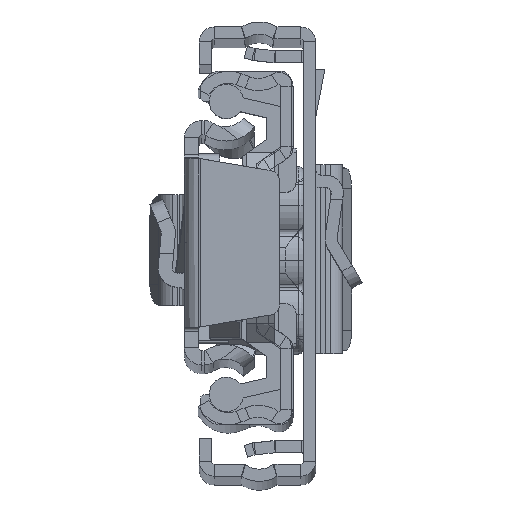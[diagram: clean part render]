
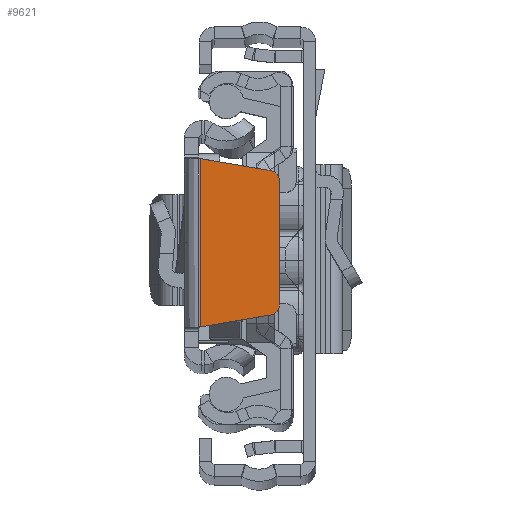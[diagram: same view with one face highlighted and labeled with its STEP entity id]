
A CAD part, top view. The second image highlights one B-rep face of the part: STEP entity #9621.
In plain terms, the highlighted planar face has unit normal (0, 0, 1).
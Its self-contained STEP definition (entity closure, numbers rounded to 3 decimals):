
#479 = AXIS2_PLACEMENT_3D ( 'NONE', #6558, #13257, #19980 ) ;
#1356 = CARTESIAN_POINT ( 'NONE',  ( 1.6, -8.333, 0. ) ) ;
#1721 = DIRECTION ( 'NONE',  ( -0.986, 0.168, 0. ) ) ;
#2901 = EDGE_CURVE ( 'NONE', #15951, #18111, #10191, .T. ) ;
#3559 = VERTEX_POINT ( 'NONE', #17132 ) ;
#4440 = LINE ( 'NONE', #7860, #11181 ) ;
#4774 = EDGE_LOOP ( 'NONE', ( #17858, #12698, #6885, #21521, #16841, #5720 ) ) ;
#4985 = DIRECTION ( 'NONE',  ( 0., 1., 0. ) ) ;
#5467 = VERTEX_POINT ( 'NONE', #1356 ) ;
#5720 = ORIENTED_EDGE ( 'NONE', *, *, #17130, .T. ) ;
#6016 = DIRECTION ( 'NONE',  ( 0., 0., 1. ) ) ;
#6022 = CIRCLE ( 'NONE', #14781, 1. ) ;
#6519 = DIRECTION ( 'NONE',  ( 0., 0., 1. ) ) ;
#6558 = CARTESIAN_POINT ( 'NONE',  ( 8.4, 6.156, 0. ) ) ;
#6885 = ORIENTED_EDGE ( 'NONE', *, *, #21672, .T. ) ;
#7860 = CARTESIAN_POINT ( 'NONE',  ( 8.568, -7.142, 0. ) ) ;
#8783 = AXIS2_PLACEMENT_3D ( 'NONE', #20260, #6519, #16940 ) ;
#9621 = ADVANCED_FACE ( 'NONE', ( #21636 ), #11841, .F. ) ;
#10191 = CIRCLE ( 'NONE', #8783, 1. ) ;
#10857 = DIRECTION ( 'NONE',  ( 0., -1., 0. ) ) ;
#10972 = LINE ( 'NONE', #20973, #15168 ) ;
#11181 = VECTOR ( 'NONE', #18199, 1000. ) ;
#11191 = VECTOR ( 'NONE', #4985, 1000. ) ;
#11270 = CARTESIAN_POINT ( 'NONE',  ( 9.4, 6.156, 0. ) ) ;
#11841 = PLANE ( 'NONE',  #479 ) ;
#11929 = VECTOR ( 'NONE', #1721, 1000. ) ;
#12465 = CARTESIAN_POINT ( 'NONE',  ( 9.4, -6.156, 0. ) ) ;
#12698 = ORIENTED_EDGE ( 'NONE', *, *, #16002, .T. ) ;
#13257 = DIRECTION ( 'NONE',  ( 0., 0., -1. ) ) ;
#13441 = CARTESIAN_POINT ( 'NONE',  ( 9.4, 6.156, 0. ) ) ;
#14232 = EDGE_CURVE ( 'NONE', #18607, #5467, #10972, .T. ) ;
#14338 = CARTESIAN_POINT ( 'NONE',  ( 8.4, -6.156, 0. ) ) ;
#14781 = AXIS2_PLACEMENT_3D ( 'NONE', #14338, #6016, #19424 ) ;
#14836 = CARTESIAN_POINT ( 'NONE',  ( 8.568, 7.142, 0. ) ) ;
#15168 = VECTOR ( 'NONE', #10857, 1000. ) ;
#15951 = VERTEX_POINT ( 'NONE', #11270 ) ;
#16002 = EDGE_CURVE ( 'NONE', #5467, #3559, #4440, .T. ) ;
#16119 = VERTEX_POINT ( 'NONE', #12465 ) ;
#16357 = EDGE_CURVE ( 'NONE', #16119, #15951, #18413, .T. ) ;
#16763 = CARTESIAN_POINT ( 'NONE',  ( 1.5, 8.35, 0. ) ) ;
#16841 = ORIENTED_EDGE ( 'NONE', *, *, #2901, .T. ) ;
#16940 = DIRECTION ( 'NONE',  ( 1., 0., 0. ) ) ;
#17130 = EDGE_CURVE ( 'NONE', #18111, #18607, #20401, .T. ) ;
#17132 = CARTESIAN_POINT ( 'NONE',  ( 8.568, -7.142, 0. ) ) ;
#17858 = ORIENTED_EDGE ( 'NONE', *, *, #14232, .T. ) ;
#18111 = VERTEX_POINT ( 'NONE', #14836 ) ;
#18199 = DIRECTION ( 'NONE',  ( 0.986, 0.168, 0. ) ) ;
#18413 = LINE ( 'NONE', #13441, #11191 ) ;
#18607 = VERTEX_POINT ( 'NONE', #20611 ) ;
#19424 = DIRECTION ( 'NONE',  ( 1., 0., 0. ) ) ;
#19980 = DIRECTION ( 'NONE',  ( 1., 0., 0. ) ) ;
#20260 = CARTESIAN_POINT ( 'NONE',  ( 8.4, 6.156, 0. ) ) ;
#20401 = LINE ( 'NONE', #16763, #11929 ) ;
#20611 = CARTESIAN_POINT ( 'NONE',  ( 1.6, 8.333, 0. ) ) ;
#20973 = CARTESIAN_POINT ( 'NONE',  ( 1.6, -8.333, 0. ) ) ;
#21521 = ORIENTED_EDGE ( 'NONE', *, *, #16357, .T. ) ;
#21636 = FACE_OUTER_BOUND ( 'NONE', #4774, .T. ) ;
#21672 = EDGE_CURVE ( 'NONE', #3559, #16119, #6022, .T. ) ;
